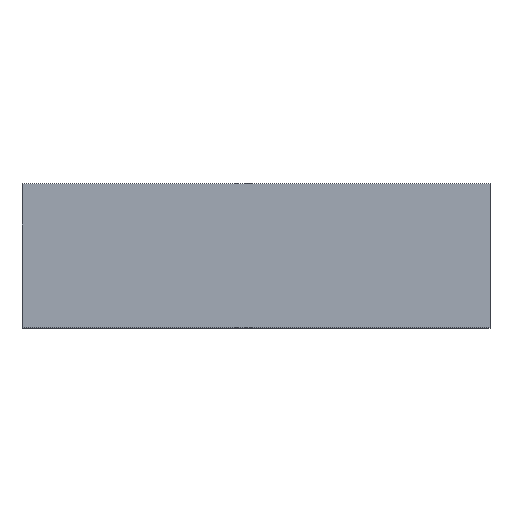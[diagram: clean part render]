
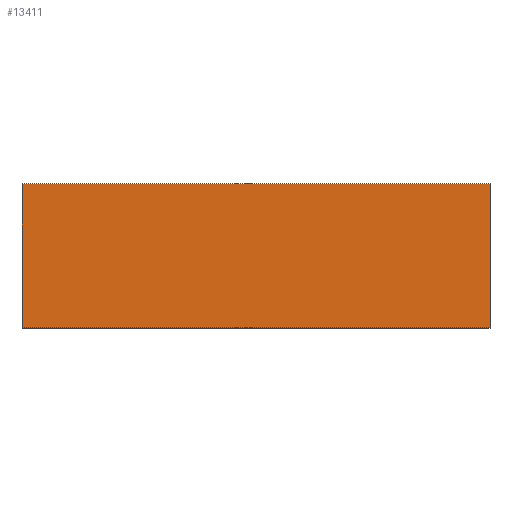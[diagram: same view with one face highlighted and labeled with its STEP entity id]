
A CAD part, top view. The second image highlights one B-rep face of the part: STEP entity #13411.
In plain terms, the highlighted planar face has unit normal (0, 0, 1).
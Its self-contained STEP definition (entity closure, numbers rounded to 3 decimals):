
#1590=ORIENTED_EDGE('',*,*,#3798,.T.);
#1591=ORIENTED_EDGE('',*,*,#4086,.F.);
#1592=ORIENTED_EDGE('',*,*,#3775,.F.);
#1593=ORIENTED_EDGE('',*,*,#4087,.T.);
#3775=EDGE_CURVE('',#5158,#5159,#5995,.T.);
#3798=EDGE_CURVE('',#5182,#5181,#6018,.T.);
#4086=EDGE_CURVE('',#5159,#5181,#6269,.T.);
#4087=EDGE_CURVE('',#5158,#5182,#6270,.T.);
#5158=VERTEX_POINT('',#18355);
#5159=VERTEX_POINT('',#18357);
#5181=VERTEX_POINT('',#18404);
#5182=VERTEX_POINT('',#18406);
#5995=LINE('',#18356,#6929);
#6018=LINE('',#18405,#6952);
#6269=LINE('',#19204,#7203);
#6270=LINE('',#19205,#7204);
#6929=VECTOR('',#14749,1000.);
#6952=VECTOR('',#14778,1000.);
#7203=VECTOR('',#15287,1000.);
#7204=VECTOR('',#15288,1000.);
#7778=EDGE_LOOP('',(#1590,#1591,#1592,#1593));
#8451=FACE_BOUND('',#7778,.T.);
#9037=PLANE('',#14037);
#13411=ADVANCED_FACE('',(#8451),#9037,.F.);
#14037=AXIS2_PLACEMENT_3D('',#19203,#15285,#15286);
#14749=DIRECTION('',(-1.,0.,0.));
#14778=DIRECTION('',(-1.,0.,0.));
#15285=DIRECTION('',(0.,0.,-1.));
#15286=DIRECTION('',(-1.,0.,0.));
#15287=DIRECTION('',(0.,1.,0.));
#15288=DIRECTION('',(0.,1.,0.));
#18355=CARTESIAN_POINT('',(6.5,-2.,4.5));
#18356=CARTESIAN_POINT('',(6.5,-2.,4.5));
#18357=CARTESIAN_POINT('',(-6.5,-2.,4.5));
#18404=CARTESIAN_POINT('',(-6.5,2.,4.5));
#18405=CARTESIAN_POINT('',(6.5,2.,4.5));
#18406=CARTESIAN_POINT('',(6.5,2.,4.5));
#19203=CARTESIAN_POINT('',(6.5,-2.,4.5));
#19204=CARTESIAN_POINT('',(-6.5,-2.,4.5));
#19205=CARTESIAN_POINT('',(6.5,-2.,4.5));
